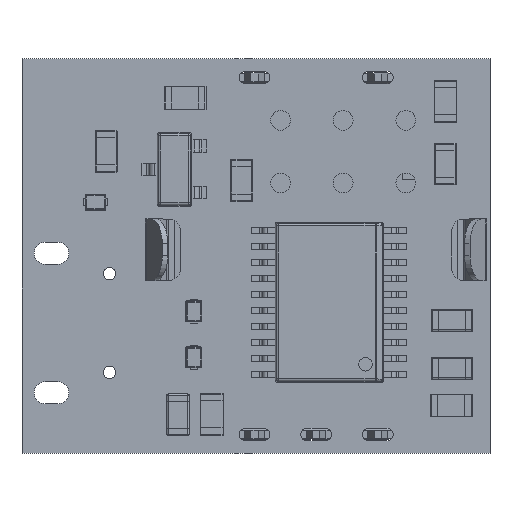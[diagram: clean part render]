
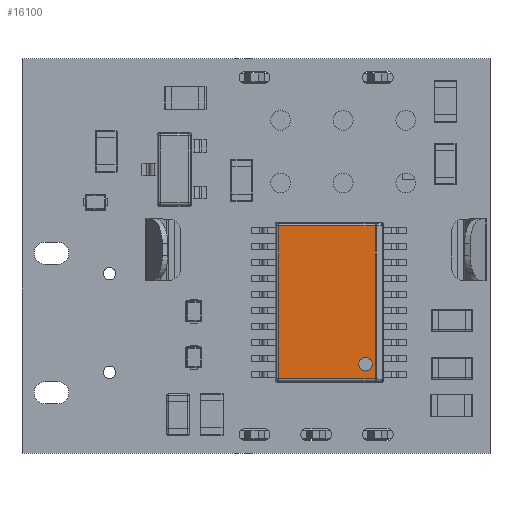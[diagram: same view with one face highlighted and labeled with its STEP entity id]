
A CAD part, top view. The second image highlights one B-rep face of the part: STEP entity #16100.
In plain terms, the highlighted planar face has unit normal (0, 0, 1).
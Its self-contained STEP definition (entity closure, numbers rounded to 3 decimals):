
#15894 = VERTEX_POINT('',#15895);
#15895 = CARTESIAN_POINT('',(4.255,0.145,1.2));
#15902 = EDGE_CURVE('',#15903,#15894,#15905,.T.);
#15903 = VERTEX_POINT('',#15904);
#15904 = CARTESIAN_POINT('',(0.341,0.145,1.2));
#15905 = LINE('',#15906,#15907);
#15906 = CARTESIAN_POINT('',(0.3,0.145,1.2));
#15907 = VECTOR('',#15908,1.);
#15908 = DIRECTION('',(1.,0.,0.));
#15977 = VERTEX_POINT('',#15978);
#15978 = CARTESIAN_POINT('',(0.341,6.355,1.2));
#15985 = EDGE_CURVE('',#15977,#15986,#15988,.T.);
#15986 = VERTEX_POINT('',#15987);
#15987 = CARTESIAN_POINT('',(4.255,6.355,1.2));
#15988 = LINE('',#15989,#15990);
#15989 = CARTESIAN_POINT('',(0.3,6.355,1.2));
#15990 = VECTOR('',#15991,1.);
#15991 = DIRECTION('',(1.,0.,0.));
#16015 = EDGE_CURVE('',#15894,#15986,#16016,.T.);
#16016 = LINE('',#16017,#16018);
#16017 = CARTESIAN_POINT('',(4.255,0.055,1.2));
#16018 = VECTOR('',#16019,1.);
#16019 = DIRECTION('',(0.,1.,0.));
#16100 = ADVANCED_FACE('',(#16101,#16112),#16123,.T.);
#16101 = FACE_BOUND('',#16102,.T.);
#16102 = EDGE_LOOP('',(#16103,#16104,#16110,#16111));
#16103 = ORIENTED_EDGE('',*,*,#15985,.F.);
#16104 = ORIENTED_EDGE('',*,*,#16105,.F.);
#16105 = EDGE_CURVE('',#15903,#15977,#16106,.T.);
#16106 = LINE('',#16107,#16108);
#16107 = CARTESIAN_POINT('',(0.341,0.055,1.2));
#16108 = VECTOR('',#16109,1.);
#16109 = DIRECTION('',(0.,1.,0.));
#16110 = ORIENTED_EDGE('',*,*,#15902,.T.);
#16111 = ORIENTED_EDGE('',*,*,#16015,.T.);
#16112 = FACE_BOUND('',#16113,.T.);
#16113 = EDGE_LOOP('',(#16114));
#16114 = ORIENTED_EDGE('',*,*,#16115,.F.);
#16115 = EDGE_CURVE('',#16116,#16116,#16118,.T.);
#16116 = VERTEX_POINT('',#16117);
#16117 = CARTESIAN_POINT('',(1.008,5.767,1.2));
#16118 = CIRCLE('',#16119,0.275);
#16119 = AXIS2_PLACEMENT_3D('',#16120,#16121,#16122);
#16120 = CARTESIAN_POINT('',(0.733,5.767,1.2));
#16121 = DIRECTION('',(0.,0.,1.));
#16122 = DIRECTION('',(1.,0.,0.));
#16123 = PLANE('',#16124);
#16124 = AXIS2_PLACEMENT_3D('',#16125,#16126,#16127);
#16125 = CARTESIAN_POINT('',(0.,0.,1.2));
#16126 = DIRECTION('',(0.,0.,1.));
#16127 = DIRECTION('',(1.,0.,0.));
